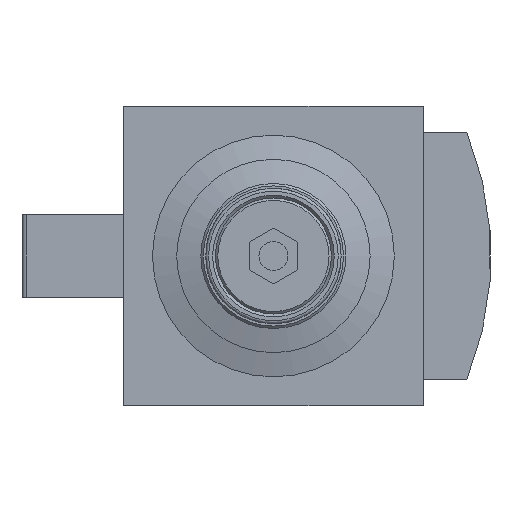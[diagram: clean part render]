
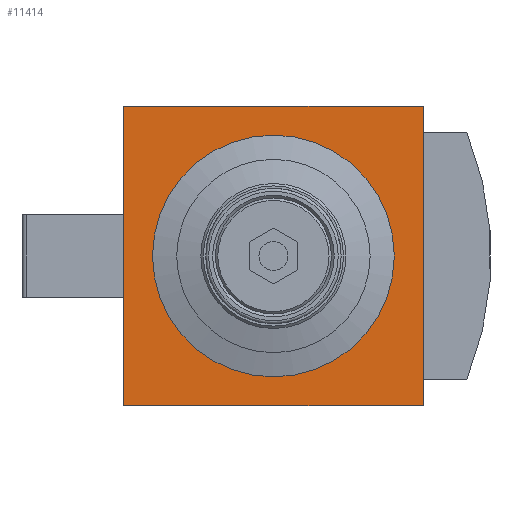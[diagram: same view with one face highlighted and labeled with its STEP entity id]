
A CAD part, front view. The second image highlights one B-rep face of the part: STEP entity #11414.
In plain terms, the highlighted planar face has unit normal (0, -1, 0).
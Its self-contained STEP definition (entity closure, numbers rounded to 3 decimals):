
#197=PLANE('',#11980);
#678=LINE('',#15622,#1450);
#686=LINE('',#15637,#1458);
#702=LINE('',#15667,#1474);
#742=LINE('',#15758,#1514);
#1450=VECTOR('',#13080,1000.);
#1458=VECTOR('',#13090,1000.);
#1474=VECTOR('',#13108,1000.);
#1514=VECTOR('',#13186,1000.);
#2008=CIRCLE('',#11981,25.);
#2941=ORIENTED_EDGE('',*,*,#5040,.F.);
#2942=ORIENTED_EDGE('',*,*,#4908,.F.);
#2943=ORIENTED_EDGE('',*,*,#4900,.F.);
#2944=ORIENTED_EDGE('',*,*,#4924,.F.);
#2945=ORIENTED_EDGE('',*,*,#4973,.F.);
#4900=EDGE_CURVE('',#5979,#5980,#678,.T.);
#4908=EDGE_CURVE('',#5980,#5986,#686,.T.);
#4924=EDGE_CURVE('',#5998,#5979,#702,.T.);
#4973=EDGE_CURVE('',#5986,#5998,#742,.T.);
#5040=EDGE_CURVE('',#6072,#6072,#2008,.F.);
#5979=VERTEX_POINT('',#15621);
#5980=VERTEX_POINT('',#15623);
#5986=VERTEX_POINT('',#15638);
#5998=VERTEX_POINT('',#15666);
#6072=VERTEX_POINT('',#15894);
#6793=EDGE_LOOP('',(#2941));
#6794=EDGE_LOOP('',(#2942,#2943,#2944,#2945));
#7375=FACE_BOUND('',#6793,.T.);
#7376=FACE_BOUND('',#6794,.T.);
#11414=ADVANCED_FACE('',(#7375,#7376),#197,.F.);
#11980=AXIS2_PLACEMENT_3D('',#15892,#13318,#13319);
#11981=AXIS2_PLACEMENT_3D('',#15893,#13320,#13321);
#13080=DIRECTION('',(-1.,0.,0.));
#13090=DIRECTION('',(0.,0.,1.));
#13108=DIRECTION('',(0.,0.,-1.));
#13186=DIRECTION('',(1.,0.,0.));
#13318=DIRECTION('',(0.,1.,0.));
#13319=DIRECTION('',(0.,0.,1.));
#13320=DIRECTION('',(0.,1.,0.));
#13321=DIRECTION('',(0.,0.,1.));
#15621=CARTESIAN_POINT('',(31.,-45.,-31.));
#15622=CARTESIAN_POINT('',(31.,-45.,-31.));
#15623=CARTESIAN_POINT('',(-31.,-45.,-31.));
#15637=CARTESIAN_POINT('',(-31.,-45.,-31.));
#15638=CARTESIAN_POINT('',(-31.,-45.,31.));
#15666=CARTESIAN_POINT('',(31.,-45.,31.));
#15667=CARTESIAN_POINT('',(31.,-45.,31.));
#15758=CARTESIAN_POINT('',(-31.,-45.,31.));
#15892=CARTESIAN_POINT('',(0.,-45.,0.));
#15893=CARTESIAN_POINT('',(0.,-45.,0.));
#15894=CARTESIAN_POINT('',(0.,-45.,25.));
